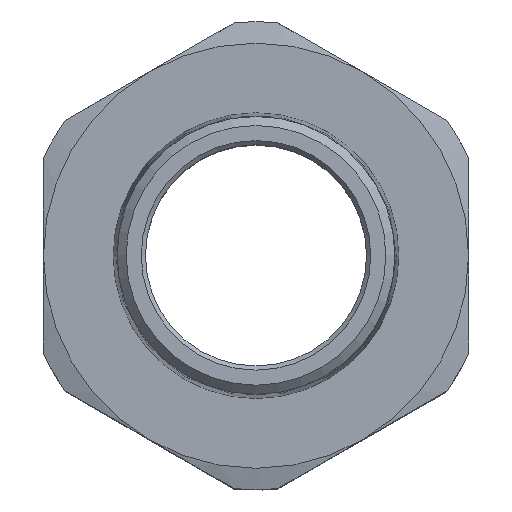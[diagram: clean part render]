
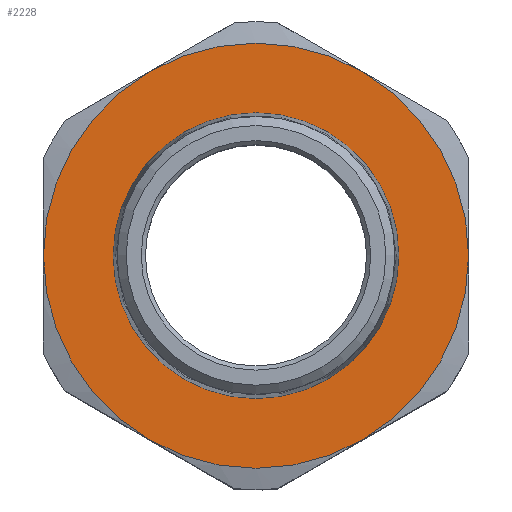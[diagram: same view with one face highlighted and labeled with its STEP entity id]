
A CAD part, top view. The second image highlights one B-rep face of the part: STEP entity #2228.
In plain terms, the highlighted planar face has unit normal (0, 0, 1).
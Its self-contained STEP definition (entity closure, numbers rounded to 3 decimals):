
#47 = ORIENTED_EDGE ( 'NONE', *, *, #468, .F. ) ;
#120 = DIRECTION ( 'NONE',  ( 0., 0., 1. ) ) ;
#138 = DIRECTION ( 'NONE',  ( 0., 0., -1. ) ) ;
#173 = VERTEX_POINT ( 'NONE', #1333 ) ;
#253 = ORIENTED_EDGE ( 'NONE', *, *, #897, .F. ) ;
#255 = PLANE ( 'NONE',  #1797 ) ;
#270 = ORIENTED_EDGE ( 'NONE', *, *, #1726, .F. ) ;
#320 = DIRECTION ( 'NONE',  ( 0., 0., -1. ) ) ;
#377 = CARTESIAN_POINT ( 'NONE',  ( 0., 0., 19. ) ) ;
#461 = DIRECTION ( 'NONE',  ( 1., 0., 0. ) ) ;
#468 = EDGE_CURVE ( 'NONE', #1521, #1208, #1416, .T. ) ;
#479 = AXIS2_PLACEMENT_3D ( 'NONE', #1970, #916, #1800 ) ;
#600 = DIRECTION ( 'NONE',  ( 1., 0., 0. ) ) ;
#719 = DIRECTION ( 'NONE',  ( 1., 0., 0. ) ) ;
#737 = CARTESIAN_POINT ( 'NONE',  ( -25., 0., 19. ) ) ;
#820 = CIRCLE ( 'NONE', #1329, 25. ) ;
#838 = CARTESIAN_POINT ( 'NONE',  ( 0., 0., 19. ) ) ;
#850 = CARTESIAN_POINT ( 'NONE',  ( 25., 0., 19. ) ) ;
#863 = FACE_OUTER_BOUND ( 'NONE', #1317, .T. ) ;
#881 = EDGE_CURVE ( 'NONE', #1407, #960, #820, .T. ) ;
#897 = EDGE_CURVE ( 'NONE', #1208, #1926, #1392, .T. ) ;
#916 = DIRECTION ( 'NONE',  ( 0., 0., -1. ) ) ;
#947 = CIRCLE ( 'NONE', #2006, 25. ) ;
#960 = VERTEX_POINT ( 'NONE', #1582 ) ;
#971 = ORIENTED_EDGE ( 'NONE', *, *, #1985, .F. ) ;
#981 = CIRCLE ( 'NONE', #2268, 25. ) ;
#1001 = EDGE_CURVE ( 'NONE', #1926, #1264, #981, .T. ) ;
#1063 = FACE_BOUND ( 'NONE', #1623, .T. ) ;
#1130 = ORIENTED_EDGE ( 'NONE', *, *, #881, .F. ) ;
#1151 = CARTESIAN_POINT ( 'NONE',  ( 0., 16.8, 19. ) ) ;
#1171 = CARTESIAN_POINT ( 'NONE',  ( 0., 0., 19. ) ) ;
#1200 = CIRCLE ( 'NONE', #1626, 16.8 ) ;
#1208 = VERTEX_POINT ( 'NONE', #1850 ) ;
#1232 = CARTESIAN_POINT ( 'NONE',  ( 0., 0., 19. ) ) ;
#1264 = VERTEX_POINT ( 'NONE', #850 ) ;
#1317 = EDGE_LOOP ( 'NONE', ( #1954, #1535, #253, #47, #971, #1130 ) ) ;
#1329 = AXIS2_PLACEMENT_3D ( 'NONE', #838, #138, #461 ) ;
#1333 = CARTESIAN_POINT ( 'NONE',  ( 16.8, 0., 19. ) ) ;
#1392 = CIRCLE ( 'NONE', #1685, 25. ) ;
#1405 = DIRECTION ( 'NONE',  ( 0., 0., -1. ) ) ;
#1407 = VERTEX_POINT ( 'NONE', #1761 ) ;
#1412 = AXIS2_PLACEMENT_3D ( 'NONE', #1171, #1702, #2235 ) ;
#1416 = CIRCLE ( 'NONE', #1412, 25. ) ;
#1425 = EDGE_CURVE ( 'NONE', #1264, #1407, #2178, .T. ) ;
#1495 = DIRECTION ( 'NONE',  ( 1., 0., 0. ) ) ;
#1521 = VERTEX_POINT ( 'NONE', #737 ) ;
#1535 = ORIENTED_EDGE ( 'NONE', *, *, #1001, .F. ) ;
#1549 = DIRECTION ( 'NONE',  ( 1., 0., 0. ) ) ;
#1582 = CARTESIAN_POINT ( 'NONE',  ( -12.5, -21.651, 19. ) ) ;
#1623 = EDGE_LOOP ( 'NONE', ( #270 ) ) ;
#1626 = AXIS2_PLACEMENT_3D ( 'NONE', #1874, #120, #1495 ) ;
#1685 = AXIS2_PLACEMENT_3D ( 'NONE', #1902, #2085, #1936 ) ;
#1702 = DIRECTION ( 'NONE',  ( 0., 0., -1. ) ) ;
#1726 = EDGE_CURVE ( 'NONE', #173, #173, #1200, .T. ) ;
#1761 = CARTESIAN_POINT ( 'NONE',  ( 12.5, -21.651, 19. ) ) ;
#1797 = AXIS2_PLACEMENT_3D ( 'NONE', #1151, #1845, #600 ) ;
#1800 = DIRECTION ( 'NONE',  ( 1., 0., 0. ) ) ;
#1845 = DIRECTION ( 'NONE',  ( 0., 0., 1. ) ) ;
#1850 = CARTESIAN_POINT ( 'NONE',  ( -12.5, 21.651, 19. ) ) ;
#1874 = CARTESIAN_POINT ( 'NONE',  ( 0., 0., 19. ) ) ;
#1902 = CARTESIAN_POINT ( 'NONE',  ( 0., 0., 19. ) ) ;
#1926 = VERTEX_POINT ( 'NONE', #2081 ) ;
#1936 = DIRECTION ( 'NONE',  ( 1., 0., 0. ) ) ;
#1954 = ORIENTED_EDGE ( 'NONE', *, *, #1425, .F. ) ;
#1970 = CARTESIAN_POINT ( 'NONE',  ( 0., 0., 19. ) ) ;
#1985 = EDGE_CURVE ( 'NONE', #960, #1521, #947, .T. ) ;
#2006 = AXIS2_PLACEMENT_3D ( 'NONE', #377, #1405, #719 ) ;
#2081 = CARTESIAN_POINT ( 'NONE',  ( 12.5, 21.651, 19. ) ) ;
#2085 = DIRECTION ( 'NONE',  ( 0., 0., -1. ) ) ;
#2178 = CIRCLE ( 'NONE', #479, 25. ) ;
#2228 = ADVANCED_FACE ( 'NONE', ( #863, #1063 ), #255, .T. ) ;
#2235 = DIRECTION ( 'NONE',  ( -1., 0., 0. ) ) ;
#2268 = AXIS2_PLACEMENT_3D ( 'NONE', #1232, #320, #1549 ) ;
